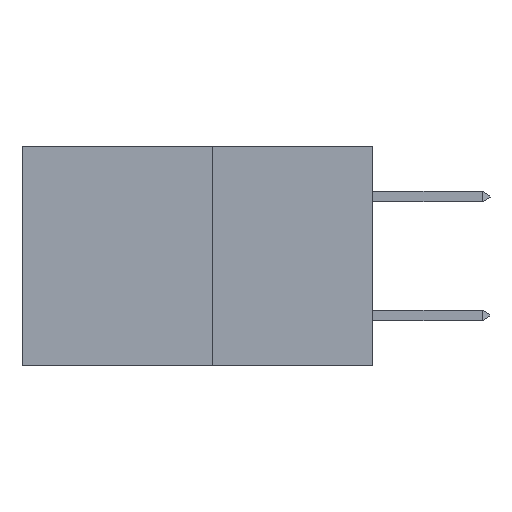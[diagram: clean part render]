
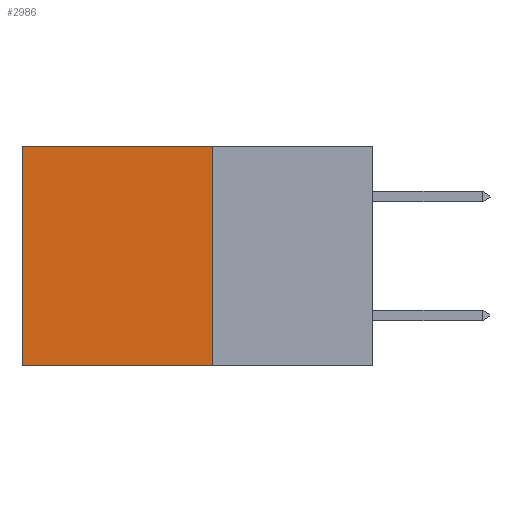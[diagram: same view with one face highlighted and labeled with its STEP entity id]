
A CAD part, left-side view. The second image highlights one B-rep face of the part: STEP entity #2986.
In plain terms, the highlighted planar face has unit normal (-1, 0, 0).
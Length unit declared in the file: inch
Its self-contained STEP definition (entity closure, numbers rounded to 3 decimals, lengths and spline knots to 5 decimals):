
#63 = VECTOR ( 'NONE', #4573, 39.37008 ) ;
#686 = VECTOR ( 'NONE', #8171, 39.37008 ) ;
#1066 = CARTESIAN_POINT ( 'NONE',  ( 0.277, 0.27, 0. ) ) ;
#1395 = DIRECTION ( 'NONE',  ( 1., 0., 0. ) ) ;
#1519 = DIRECTION ( 'NONE',  ( 0., 0., -1. ) ) ;
#1744 = LINE ( 'NONE', #1066, #63 ) ;
#2196 = FACE_OUTER_BOUND ( 'NONE', #4222, .T. ) ;
#2256 = AXIS2_PLACEMENT_3D ( 'NONE', #5548, #1395, #1519 ) ;
#2296 = VECTOR ( 'NONE', #8493, 39.37008 ) ;
#2612 = VERTEX_POINT ( 'NONE', #4110 ) ;
#2986 = ADVANCED_FACE ( 'NONE', ( #2196 ), #5593, .F. ) ;
#3101 = EDGE_CURVE ( 'NONE', #4002, #7216, #8105, .T. ) ;
#3343 = CARTESIAN_POINT ( 'NONE',  ( 0.277, 0.59, -0.37 ) ) ;
#3559 = EDGE_CURVE ( 'NONE', #2612, #4002, #6116, .T. ) ;
#4002 = VERTEX_POINT ( 'NONE', #8223 ) ;
#4110 = CARTESIAN_POINT ( 'NONE',  ( 0.277, 0.27, 0. ) ) ;
#4118 = VERTEX_POINT ( 'NONE', #5112 ) ;
#4219 = DIRECTION ( 'NONE',  ( 0., 1., 0. ) ) ;
#4222 = EDGE_LOOP ( 'NONE', ( #6815, #6818, #6872, #6892 ) ) ;
#4259 = CARTESIAN_POINT ( 'NONE',  ( 0.277, 0.27, -0.37 ) ) ;
#4573 = DIRECTION ( 'NONE',  ( 0., 1., 0. ) ) ;
#5112 = CARTESIAN_POINT ( 'NONE',  ( 0.277, 0.59, 0. ) ) ;
#5548 = CARTESIAN_POINT ( 'NONE',  ( 0.277, 0.27, -0.37 ) ) ;
#5593 = PLANE ( 'NONE',  #2256 ) ;
#6116 = LINE ( 'NONE', #8261, #686 ) ;
#6259 = LINE ( 'NONE', #3343, #2296 ) ;
#6425 = VECTOR ( 'NONE', #4219, 39.37008 ) ;
#6676 = CARTESIAN_POINT ( 'NONE',  ( 0.277, 0.59, -0.37 ) ) ;
#6815 = ORIENTED_EDGE ( 'NONE', *, *, #7102, .T. ) ;
#6818 = ORIENTED_EDGE ( 'NONE', *, *, #3101, .F. ) ;
#6872 = ORIENTED_EDGE ( 'NONE', *, *, #3559, .F. ) ;
#6887 = EDGE_CURVE ( 'NONE', #2612, #4118, #1744, .T. ) ;
#6892 = ORIENTED_EDGE ( 'NONE', *, *, #6887, .T. ) ;
#7102 = EDGE_CURVE ( 'NONE', #4118, #7216, #6259, .T. ) ;
#7216 = VERTEX_POINT ( 'NONE', #6676 ) ;
#8105 = LINE ( 'NONE', #4259, #6425 ) ;
#8171 = DIRECTION ( 'NONE',  ( 0., 0., -1. ) ) ;
#8223 = CARTESIAN_POINT ( 'NONE',  ( 0.277, 0.27, -0.37 ) ) ;
#8261 = CARTESIAN_POINT ( 'NONE',  ( 0.277, 0.27, -0.37 ) ) ;
#8493 = DIRECTION ( 'NONE',  ( 0., 0., -1. ) ) ;
